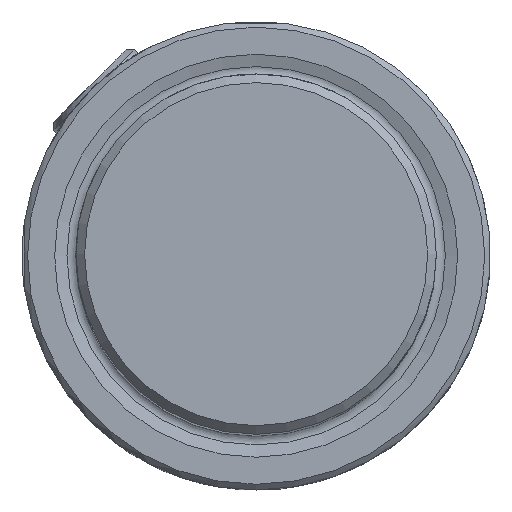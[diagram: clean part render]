
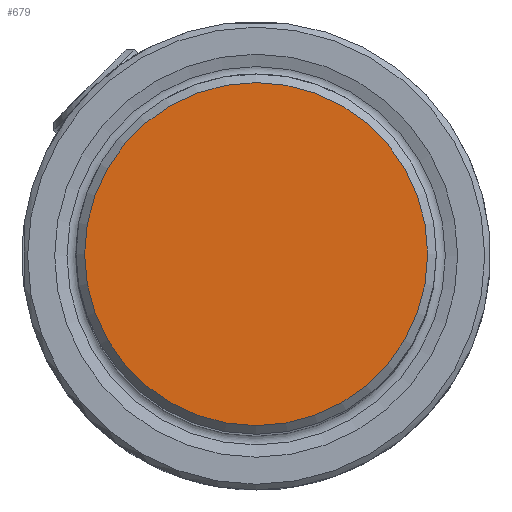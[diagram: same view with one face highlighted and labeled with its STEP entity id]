
A CAD part, top view. The second image highlights one B-rep face of the part: STEP entity #679.
In plain terms, the highlighted planar face has unit normal (0, 0, 1).
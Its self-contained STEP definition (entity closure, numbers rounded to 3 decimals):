
#133=PLANE('',#5046);
#264=FACE_OUTER_BOUND('',#1217,.T.);
#679=ADVANCED_FACE('',(#264),#133,.T.);
#1217=EDGE_LOOP('',(#1762));
#1539=CIRCLE('',#5045,15.112);
#1762=ORIENTED_EDGE('',*,*,#3640,.T.);
#3142=VERTEX_POINT('',#7368);
#3640=EDGE_CURVE('',#3142,#3142,#1539,.T.);
#5045=AXIS2_PLACEMENT_3D('',#7367,#5707,#5708);
#5046=AXIS2_PLACEMENT_3D('',#7369,#5709,#5710);
#5707=DIRECTION('',(0.,0.,1.));
#5708=DIRECTION('',(0.,-1.,0.));
#5709=DIRECTION('',(0.,0.,1.));
#5710=DIRECTION('',(0.,1.,0.));
#7367=CARTESIAN_POINT('',(0.,0.,82.55));
#7368=CARTESIAN_POINT('',(0.,-15.112,82.55));
#7369=CARTESIAN_POINT('',(0.,0.,82.55));
